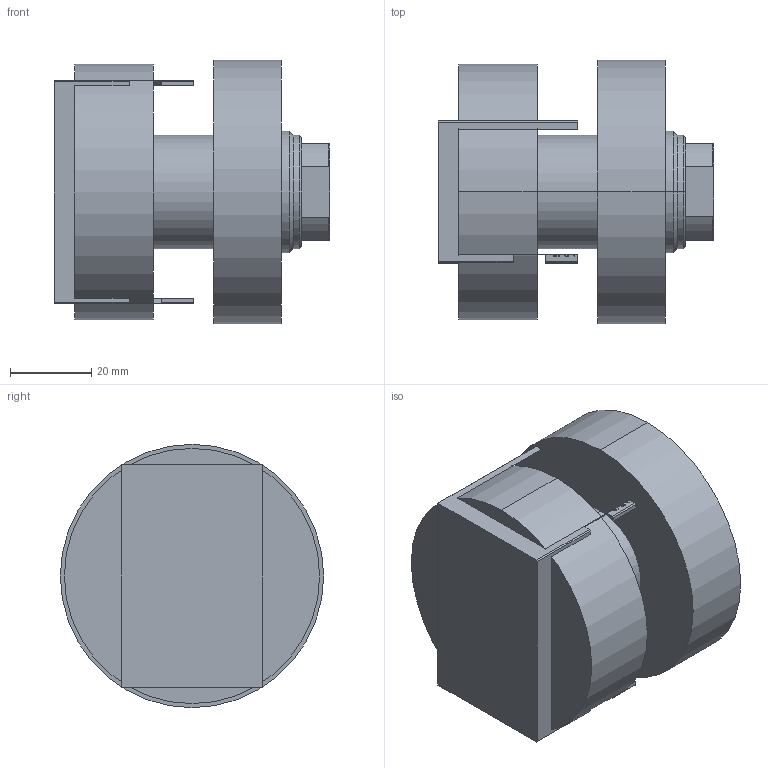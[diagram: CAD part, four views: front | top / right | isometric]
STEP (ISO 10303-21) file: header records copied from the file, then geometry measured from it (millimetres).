
FILE_DESCRIPTION (( 'STEP AP203' ), '1' );
FILE_NAME ('6418.STEP', '2021-11-02T05:15:35', ( '' ), ( '' ), 'SwSTEP 2.0', 'SolidWorks 2019', '' );
FILE_SCHEMA (( 'CONFIG_CONTROL_DESIGN' ));
Length unit declared in the file: millimetre
Products named in the file (4): V450CM_E_VCP cbb86c15dd21430f271645dc35f72a0e; 6418; V450CM_VC_B cbb86c15dd21430f271645dc35f72a0e; V450CM_E cbb86c15dd21430f271645dc35f72a0e
Assembly tree (3 placements, depth 2):
  6418
    V450CM_E cbb86c15dd21430f271645dc35f72a0e
    V450CM_E_VCP cbb86c15dd21430f271645dc35f72a0e
    V450CM_VC_B cbb86c15dd21430f271645dc35f72a0e
Bounding box: 68 x 65 x 65 mm (x, y, z)
Volume: 144703.8 mm3; surface area: 31403.6 mm2
Topology: 3 solids, 3 shells, 122 faces, 326 edges, 211 vertices
Faces by surface type: plane 76, cylinder 24, cone 12, bspline 10
Entity records: 4512 total; most frequent: CARTESIAN_POINT 1127, ORIENTED_EDGE 648, DIRECTION 584, EDGE_CURVE 324, VERTEX_POINT 211, LINE 204, VECTOR 204, AXIS2_PLACEMENT_3D 190
